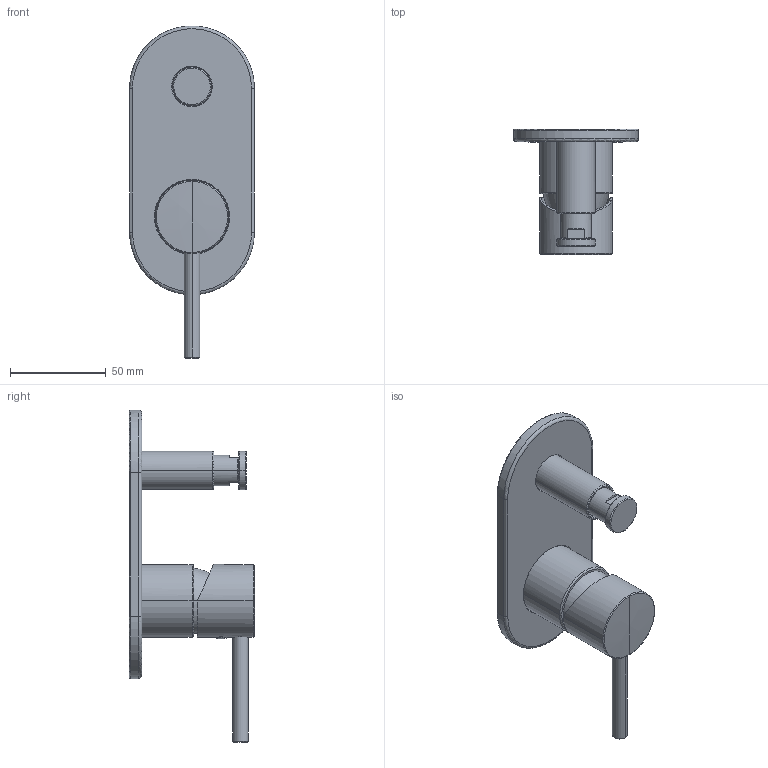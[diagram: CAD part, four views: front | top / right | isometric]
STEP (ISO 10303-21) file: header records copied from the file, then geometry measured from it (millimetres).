
FILE_DESCRIPTION(/* description */ (''),/* implementation_level */ '2;1');
FILE_NAME(/* name */ 'STEP - 164712601.2_2267202',/* time_stamp */ '2024-07-22T13:23:36+10:00',/* author */ (''),/* organization */ (''),/* preprocessor_version */ 'ST-DEVELOPER v16.5',/* originating_system */ 'Rhino 7.23',/* authorisation */ '');
FILE_SCHEMA (('AUTOMOTIVE_DESIGN'));
Length unit declared in the file: millimetre
Products named in the file (13): Document; 1647126012RECE0_ASM; 209010750126; 206094520126; 2020304107266; 2050118016015; 2020533901264; 2020274702268; 2050508001262; 2060281801261; 2080008006013; 208000280601; 206026060126
Assembly tree (12 placements, depth 3):
  Document
    1647126012RECE0_ASM
      209010750126
      206094520126
      2020304107266
      2050118016015
      2020533901264
      2020274702268
      2050508001262
      2060281801261
      2080008006013
      208000280601
      206026060126
Bounding box: 65 x 65.36 x 172.96 mm (x, y, z)
Volume: 38008.8 mm3; surface area: 50501.6 mm2
Topology: 11 solids, 11 shells, 469 faces, 1146 edges, 717 vertices
Faces by surface type: plane 229, bspline 133, cylinder 107
Entity records: 20330 total; most frequent: CARTESIAN_POINT 12514, ORIENTED_EDGE 2276, EDGE_CURVE 1138, B_SPLINE_CURVE_WITH_KNOTS 779, VERTEX_POINT 717, EDGE_LOOP 515, ADVANCED_FACE 469, FACE_OUTER_BOUND 469
